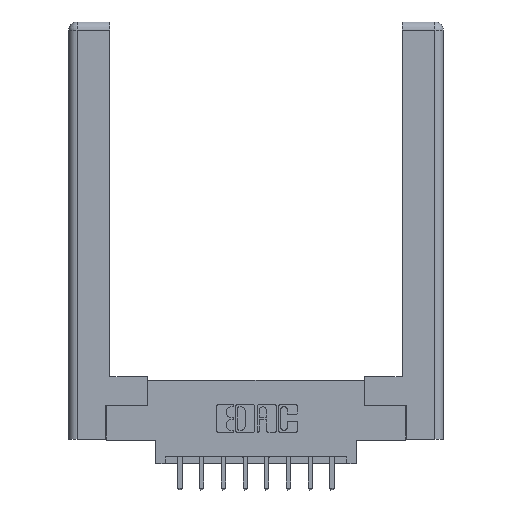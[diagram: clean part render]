
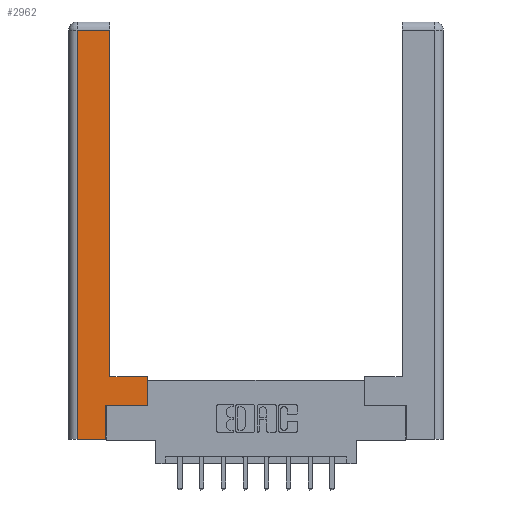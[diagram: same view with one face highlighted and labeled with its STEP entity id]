
A CAD part, top view. The second image highlights one B-rep face of the part: STEP entity #2962.
In plain terms, the highlighted planar face has unit normal (0, 0, 1).
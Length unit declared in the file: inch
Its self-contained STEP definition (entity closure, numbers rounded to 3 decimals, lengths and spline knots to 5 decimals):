
#36 = ORIENTED_EDGE ( 'NONE', *, *, #3190, .T. ) ;
#136 = LINE ( 'NONE', #6679, #11034 ) ;
#267 = ORIENTED_EDGE ( 'NONE', *, *, #7789, .T. ) ;
#635 = FACE_OUTER_BOUND ( 'NONE', #8555, .T. ) ;
#921 = VERTEX_POINT ( 'NONE', #10216 ) ;
#956 = CARTESIAN_POINT ( 'NONE',  ( 0.295, 0.45, 0. ) ) ;
#1192 = ORIENTED_EDGE ( 'NONE', *, *, #6795, .T. ) ;
#1510 = CARTESIAN_POINT ( 'NONE',  ( 0., 0., 0. ) ) ;
#1527 = CARTESIAN_POINT ( 'NONE',  ( 0.0615, 2.94, 0. ) ) ;
#1626 = VECTOR ( 'NONE', #6173, 39.37008 ) ;
#1670 = DIRECTION ( 'NONE',  ( 0., 1., 0. ) ) ;
#1689 = ORIENTED_EDGE ( 'NONE', *, *, #8576, .T. ) ;
#1712 = CARTESIAN_POINT ( 'NONE',  ( 0.295, 2.94, 0. ) ) ;
#2084 = CARTESIAN_POINT ( 'NONE',  ( 0.0615, 2.94, 0. ) ) ;
#2591 = DIRECTION ( 'NONE',  ( -1., 0., 0. ) ) ;
#2675 = VECTOR ( 'NONE', #1670, 39.37008 ) ;
#2958 = EDGE_CURVE ( 'NONE', #11001, #13446, #13494, .T. ) ;
#2962 = ADVANCED_FACE ( 'NONE', ( #635 ), #10994, .F. ) ;
#3190 = EDGE_CURVE ( 'NONE', #13446, #4459, #136, .T. ) ;
#3194 = LINE ( 'NONE', #956, #8882 ) ;
#3746 = DIRECTION ( 'NONE',  ( 1., 0., 0. ) ) ;
#4013 = ORIENTED_EDGE ( 'NONE', *, *, #11327, .T. ) ;
#4249 = CARTESIAN_POINT ( 'NONE',  ( 0.265, 0., 0. ) ) ;
#4409 = LINE ( 'NONE', #11338, #1626 ) ;
#4459 = VERTEX_POINT ( 'NONE', #5644 ) ;
#4754 = DIRECTION ( 'NONE',  ( 0., 0., -1. ) ) ;
#5053 = ORIENTED_EDGE ( 'NONE', *, *, #2958, .T. ) ;
#5644 = CARTESIAN_POINT ( 'NONE',  ( 0.265, 0.245, 0. ) ) ;
#5860 = CARTESIAN_POINT ( 'NONE',  ( 0.565, 0.45, 0. ) ) ;
#5935 = CARTESIAN_POINT ( 'NONE',  ( 0.565, 0.45, 0. ) ) ;
#6173 = DIRECTION ( 'NONE',  ( 1., 0., 0. ) ) ;
#6204 = ORIENTED_EDGE ( 'NONE', *, *, #8431, .T. ) ;
#6214 = CARTESIAN_POINT ( 'NONE',  ( 0.0615, 0., 0. ) ) ;
#6679 = CARTESIAN_POINT ( 'NONE',  ( 0.265, 0.245, 0. ) ) ;
#6719 = DIRECTION ( 'NONE',  ( 0., -1., 0. ) ) ;
#6795 = EDGE_CURVE ( 'NONE', #12967, #11677, #12761, .T. ) ;
#6850 = CARTESIAN_POINT ( 'NONE',  ( 0.565, 0.245, 0. ) ) ;
#7566 = VECTOR ( 'NONE', #8081, 39.37008 ) ;
#7609 = CARTESIAN_POINT ( 'NONE',  ( 0.265, 0., 0. ) ) ;
#7683 = CARTESIAN_POINT ( 'NONE',  ( 0.0615, 0., 0. ) ) ;
#7789 = EDGE_CURVE ( 'NONE', #11677, #921, #3194, .T. ) ;
#8081 = DIRECTION ( 'NONE',  ( 0., 1., 0. ) ) ;
#8239 = DIRECTION ( 'NONE',  ( -1., 0., 0. ) ) ;
#8431 = EDGE_CURVE ( 'NONE', #921, #8774, #10324, .T. ) ;
#8439 = VECTOR ( 'NONE', #2591, 39.37008 ) ;
#8555 = EDGE_LOOP ( 'NONE', ( #6204, #12078, #1689, #5053, #36, #4013, #1192, #267 ) ) ;
#8576 = EDGE_CURVE ( 'NONE', #12092, #11001, #9830, .T. ) ;
#8774 = VERTEX_POINT ( 'NONE', #1712 ) ;
#8882 = VECTOR ( 'NONE', #8239, 39.37008 ) ;
#9830 = LINE ( 'NONE', #7683, #11973 ) ;
#9984 = CARTESIAN_POINT ( 'NONE',  ( 0.295, 3., 0. ) ) ;
#10216 = CARTESIAN_POINT ( 'NONE',  ( 0.295, 0.45, 0. ) ) ;
#10324 = LINE ( 'NONE', #9984, #7566 ) ;
#10728 = VECTOR ( 'NONE', #3746, 39.37008 ) ;
#10875 = DIRECTION ( 'NONE',  ( 0., 1., 0. ) ) ;
#10994 = PLANE ( 'NONE',  #12116 ) ;
#11001 = VERTEX_POINT ( 'NONE', #6214 ) ;
#11034 = VECTOR ( 'NONE', #10875, 39.37008 ) ;
#11327 = EDGE_CURVE ( 'NONE', #4459, #12967, #4409, .T. ) ;
#11338 = CARTESIAN_POINT ( 'NONE',  ( 0.565, 0.245, 0. ) ) ;
#11592 = EDGE_CURVE ( 'NONE', #8774, #12092, #13347, .T. ) ;
#11677 = VERTEX_POINT ( 'NONE', #5935 ) ;
#11973 = VECTOR ( 'NONE', #6719, 39.37008 ) ;
#12078 = ORIENTED_EDGE ( 'NONE', *, *, #11592, .T. ) ;
#12092 = VERTEX_POINT ( 'NONE', #2084 ) ;
#12116 = AXIS2_PLACEMENT_3D ( 'NONE', #1510, #4754, #13088 ) ;
#12761 = LINE ( 'NONE', #5860, #2675 ) ;
#12967 = VERTEX_POINT ( 'NONE', #6850 ) ;
#13088 = DIRECTION ( 'NONE',  ( -1., 0., 0. ) ) ;
#13347 = LINE ( 'NONE', #1527, #8439 ) ;
#13446 = VERTEX_POINT ( 'NONE', #4249 ) ;
#13494 = LINE ( 'NONE', #7609, #10728 ) ;
